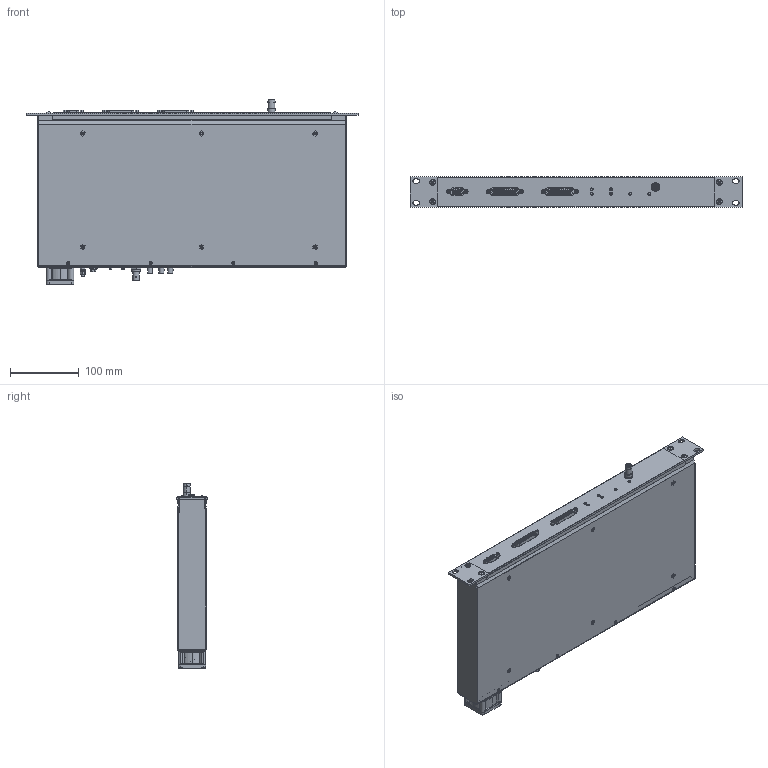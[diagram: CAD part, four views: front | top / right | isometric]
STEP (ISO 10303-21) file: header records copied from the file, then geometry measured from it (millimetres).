
FILE_DESCRIPTION (( 'STEP AP214' ), '1' );
FILE_NAME ('88201110-I3200.STEP', '2010-09-02T03:03:42', ( ' ' ), ( ' ' ), 'SwSTEP 2.0', 'SolidWorks 2010', '' );
FILE_SCHEMA (( 'AUTOMOTIVE_DESIGN' ));
Length unit declared in the file: millimetre
Products named in the file (45): Greyhill 94HBB; 67068-0001 USB; CUI-MD-60SMW_MD-60SMW; L712RA; HFBR 1515B - 2515B_Out (Lt Grey); HFBR 1515B - 2515B_In (Dk Grey); 550-5605_Red; Pan HD XRCSD SST_M4 X 16 LNG; 17210640; Imported; Top Panel; 552-3511_Red; I3200 PCB; Fan Filter 40mm_Fan-House-405-ZIEHL-ebm; 17213000; 4-40 x 5mm Screw Lock for D-Sub; Hex Nut-L712; NMB 1608KL Housing_Fan-House-405-ZIEHL-ebm; NMB 1608KL_NMB 1608KL; 17213010; 95606A140 McM-C; 5607-265; Hex Nut-BNC; Washer-BNC; NMB 1608KL Rotor_Fan-405-ZIEHL-ebm; Split Lock Washer_M3; Hex Nut SST_M3; Flat-hd M2.5_M2.5 x 5; 17212840; CSK Dome M4_M4 x 10; Pan HD PHIL M3 SST_L=6; SOS-3.5M3-x_L=14; Flat-hd Metric_M3 x 8; SHV Panel Mnt 51494; 9-Pin D-Sub Rt Angle Male 5747844-4; 25-Pin D-Sub Rt Angle Female 5747846-4; BNC 31-5486-1010; Small Flat Washer_M4; Hex Nut SST_M4; Flat-hd Metric_M3 x 30 ...
Assembly tree (97 placements, depth 4):
  88201110-I3200
    Split Lock Washer_M3  x8
    Hex Nut SST_M3  x2
    Top Panel
    Flat-hd Metric_M3 x 8  x2
    CSK Dome M4_M4 x 10  x4
    Washer-BNC
    Pan HD PHIL M3 SST_L=6  x6
    SOS-3.5M3-x_L=14  x6
    I3200 PCB
      550-5605_Red  x6
      Greyhill 94HBB  x2
      CUI-MD-60SMW_MD-60SMW
      I3200 PCB
      HFBR 1515B - 2515B_In (Dk Grey)  x2
      552-3511_Red  x2
      BNC 31-5486-1010
      17210640
      Pan HD XRCSD SST_M4 X 16 LNG
      25-Pin D-Sub Rt Angle Female 5747846-4  x2
      9-Pin D-Sub Rt Angle Male 5747844-4
      HFBR 1515B - 2515B_Out (Lt Grey)
      67068-0001 USB
        Imported
      L712RA
    4-40 x 5mm Screw Lock for D-Sub  x6
    Base Panel
    Small Flat Washer_M4  x3
    Flat-hd Metric_M3 x 30  x4
    Hex Nut-L712
    Hex Nut-BNC
    Flat-hd M2.5_M2.5 x 5  x12
    Rear Panel
    17212840
    SHV Panel Mnt 51494
    95606A140 McM-C
    17213000
    Hex Nut SST_M4  x2
    Fan Filter 40mm_Fan-House-405-ZIEHL-ebm
    17213010
    Front Panel I3200 A
    NMB 1608KL_NMB 1608KL
      NMB 1608KL Housing_Fan-House-405-ZIEHL-ebm
      NMB 1608KL Rotor_Fan-405-ZIEHL-ebm
    5607-265
Bounding box: 482.6 x 43.65 x 268.13 mm (x, y, z)
Volume: 523251.4 mm3; surface area: 840173.6 mm2
Topology: 104 solids, 104 shells, 4874 faces, 12243 edges, 7965 vertices
Faces by surface type: plane 2802, cylinder 1677, cone 347, sphere 32, bspline 10, torus 6
Entity records: 117021 total; most frequent: CARTESIAN_POINT 18117, DIRECTION 17147, ORIENTED_EDGE 16378, EDGE_CURVE 8189, AXIS2_PLACEMENT_3D 5870, VECTOR 5407, LINE 5407, VERTEX_POINT 5344
